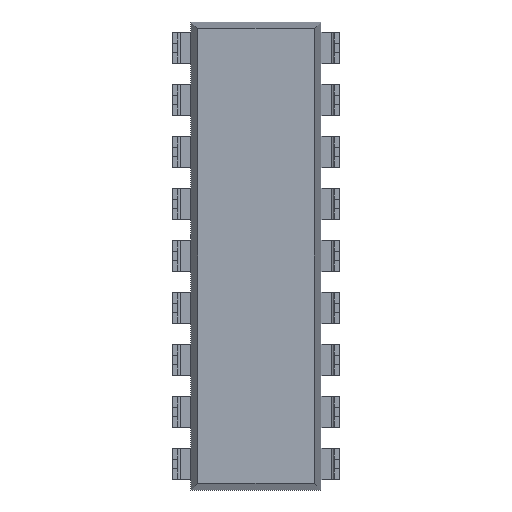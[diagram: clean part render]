
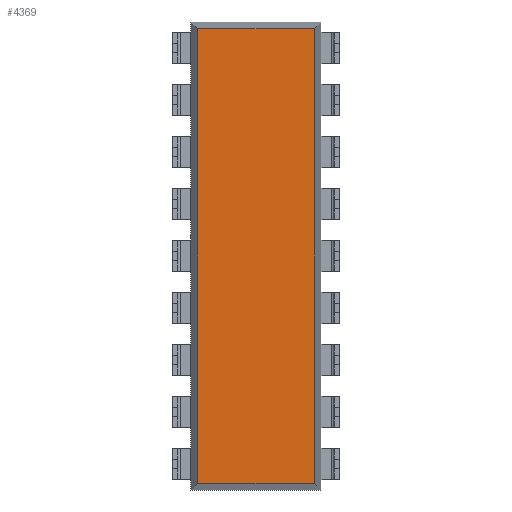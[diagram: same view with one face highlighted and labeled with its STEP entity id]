
A CAD part, front view. The second image highlights one B-rep face of the part: STEP entity #4369.
In plain terms, the highlighted planar face has unit normal (0, -1, 0).
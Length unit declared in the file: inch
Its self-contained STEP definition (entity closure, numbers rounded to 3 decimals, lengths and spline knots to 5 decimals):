
#1 = CARTESIAN_POINT ( 'NONE',  ( 0., 0.015, -0.437 ) ) ;
#176 = CARTESIAN_POINT ( 'NONE',  ( -0.112, 0.015, -0.437 ) ) ;
#312 = PLANE ( 'NONE',  #6146 ) ;
#1030 = CARTESIAN_POINT ( 'NONE',  ( 0., 0.015, 0. ) ) ;
#1184 = VERTEX_POINT ( 'NONE', #5421 ) ;
#2162 = DIRECTION ( 'NONE',  ( 0., 0., 1. ) ) ;
#2257 = DIRECTION ( 'NONE',  ( -1., 0., 0. ) ) ;
#2287 = DIRECTION ( 'NONE',  ( 0., -1., 0. ) ) ;
#2722 = DIRECTION ( 'NONE',  ( 1., 0., 0. ) ) ;
#2755 = EDGE_CURVE ( 'NONE', #1184, #7828, #8116, .T. ) ;
#2822 = EDGE_CURVE ( 'NONE', #7828, #8145, #5658, .T. ) ;
#3002 = ORIENTED_EDGE ( 'NONE', *, *, #2822, .T. ) ;
#3035 = VECTOR ( 'NONE', #2257, 39.37008 ) ;
#3137 = VECTOR ( 'NONE', #2722, 39.37008 ) ;
#3682 = DIRECTION ( 'NONE',  ( 0., 0., -1. ) ) ;
#3694 = VECTOR ( 'NONE', #8506, 39.37008 ) ;
#3940 = LINE ( 'NONE', #5861, #3694 ) ;
#4004 = ORIENTED_EDGE ( 'NONE', *, *, #7924, .T. ) ;
#4248 = FACE_OUTER_BOUND ( 'NONE', #4437, .T. ) ;
#4255 = VERTEX_POINT ( 'NONE', #176 ) ;
#4369 = ADVANCED_FACE ( 'NONE', ( #4248 ), #312, .T. ) ;
#4404 = VECTOR ( 'NONE', #2162, 39.37008 ) ;
#4437 = EDGE_LOOP ( 'NONE', ( #4793, #4004, #4534, #3002 ) ) ;
#4534 = ORIENTED_EDGE ( 'NONE', *, *, #2755, .T. ) ;
#4793 = ORIENTED_EDGE ( 'NONE', *, *, #7975, .T. ) ;
#5421 = CARTESIAN_POINT ( 'NONE',  ( 0.112, 0.015, -0.437 ) ) ;
#5570 = CARTESIAN_POINT ( 'NONE',  ( 0.112, 0.015, 0. ) ) ;
#5658 = LINE ( 'NONE', #8207, #3035 ) ;
#5861 = CARTESIAN_POINT ( 'NONE',  ( -0.112, 0.015, 0. ) ) ;
#6146 = AXIS2_PLACEMENT_3D ( 'NONE', #1030, #2287, #3682 ) ;
#6645 = LINE ( 'NONE', #1, #3137 ) ;
#7122 = CARTESIAN_POINT ( 'NONE',  ( 0.112, 0.015, 0.437 ) ) ;
#7828 = VERTEX_POINT ( 'NONE', #7122 ) ;
#7924 = EDGE_CURVE ( 'NONE', #4255, #1184, #6645, .T. ) ;
#7975 = EDGE_CURVE ( 'NONE', #8145, #4255, #3940, .T. ) ;
#8116 = LINE ( 'NONE', #5570, #4404 ) ;
#8145 = VERTEX_POINT ( 'NONE', #8237 ) ;
#8207 = CARTESIAN_POINT ( 'NONE',  ( 0., 0.015, 0.437 ) ) ;
#8237 = CARTESIAN_POINT ( 'NONE',  ( -0.112, 0.015, 0.437 ) ) ;
#8506 = DIRECTION ( 'NONE',  ( 0., 0., -1. ) ) ;
